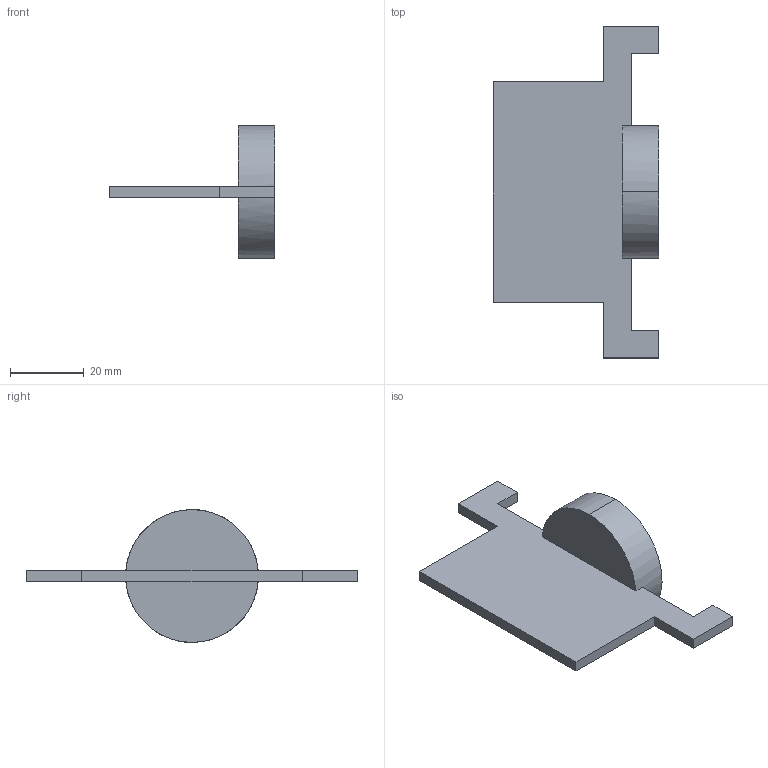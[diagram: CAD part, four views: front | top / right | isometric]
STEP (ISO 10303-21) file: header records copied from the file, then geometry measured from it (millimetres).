
FILE_DESCRIPTION(('CATIA V5 STEP'),'2;1');
FILE_NAME('TAIL_MIDDLE_PART.stp','2008-08-18T12:41:45+00:00',('none'),('none'),'CATIA Version 5 Release 19 SP 1 (IN-PROTO)','CATIA V5 STEP AP214','none');
FILE_SCHEMA(('AUTOMOTIVE_DESIGN { 1 0 10303 214 1 1 1 1 }'));
Length unit declared in the file: inch
Products named in the file (1): TAIL_MIDDLE_PART
Bounding box: 45 x 90 x 36 mm (x, y, z)
Volume: 17671.6 mm3; surface area: 8786.6 mm2
Topology: 1 solids, 1 shells, 20 faces, 56 edges, 38 vertices
Faces by surface type: plane 18, cylinder 2
Entity records: 698 total; most frequent: CARTESIAN_POINT 160, ORIENTED_EDGE 112, DIRECTION 92, EDGE_CURVE 56, VECTOR 48, LINE 48, VERTEX_POINT 38, AXIS2_PLACEMENT_3D 26
